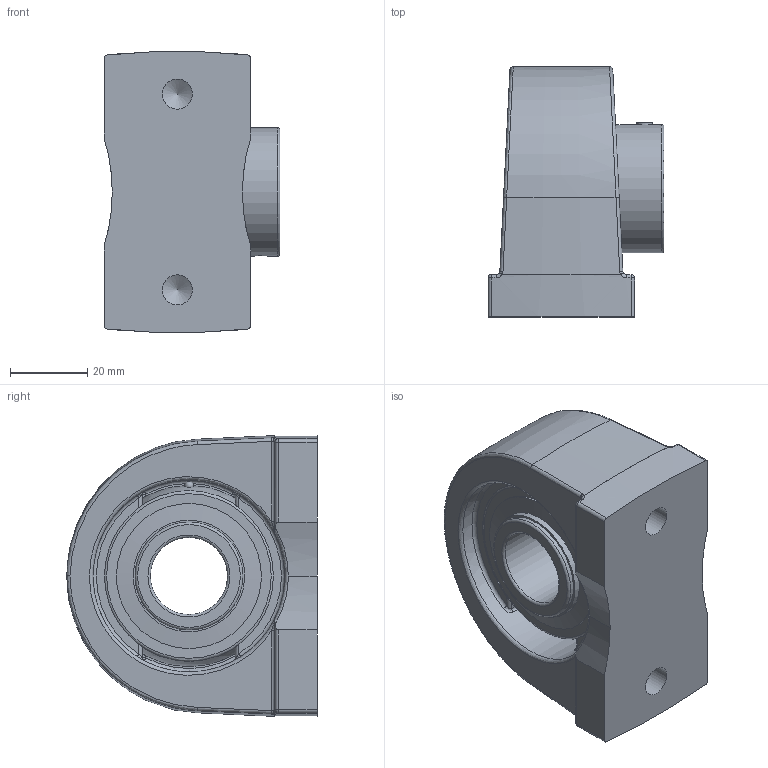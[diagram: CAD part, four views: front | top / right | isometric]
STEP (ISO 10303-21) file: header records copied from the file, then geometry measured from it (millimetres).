
FILE_DESCRIPTION(('HOOPS Exchange Step'),'2;1');
FILE_NAME('export-BEFE6622-2C57-4903-BB98-1465E5C7A319.stp','2020-05-20T13:51:20-07:00',('dkerr'),('Alibre'),'HOOPS Exchange 2020.0','Alibre','Unknown authorisation');
FILE_SCHEMA( ('AP242_MANAGED_MODEL_BASED_3D_ENGINEERING_MIM_LF {1 0 10303 442 1 1 4 }') );
Length unit declared in the file: inch
Products named in the file (8): MRN SPAM 204 L4L; SNC 201-204 (Ball Bearing); SNC 201-204 (Setscrew); SNC 201-204 (Shield); SNC 204 (Collar); SNC 204 L4L (20mm) (Race); MRN SNC 204 L4L (20mm); MRN SNCSPAM 204 L4L (20mm)
Assembly tree (8 placements, depth 3):
  MRN SNCSPAM 204 L4L (20mm)
    MRN SPAM 204 L4L
    MRN SNC 204 L4L (20mm)
      SNC 201-204 (Ball Bearing)
      SNC 201-204 (Setscrew)
      SNC 201-204 (Shield)  x2
      SNC 204 (Collar)
      SNC 204 L4L (20mm) (Race)
Bounding box: 45.6 x 65 x 72.85 mm (x, y, z)
Volume: 96084.2 mm3; surface area: 36357.5 mm2
Topology: 15 solids, 15 shells, 182 faces, 485 edges, 306 vertices
Faces by surface type: cylinder 52, plane 42, bspline 27, sphere 23, torus 23, cone 15
Full cylindrical faces by diameter (mm): 4.134 x3, 7.798 x2, 20 x2, 25.908 x2, 27.94 x4, 28.956 x2, 33.3 x1, 37.214 x2, 37.618 x2, 49.784 x2, 54.25 x1
Entity records: 10833 total; most frequent: CARTESIAN_POINT 6408, DIRECTION 919, ORIENTED_EDGE 864, EDGE_CURVE 432, AXIS2_PLACEMENT_3D 404, VERTEX_POINT 292, CIRCLE 227, EDGE_LOOP 194
